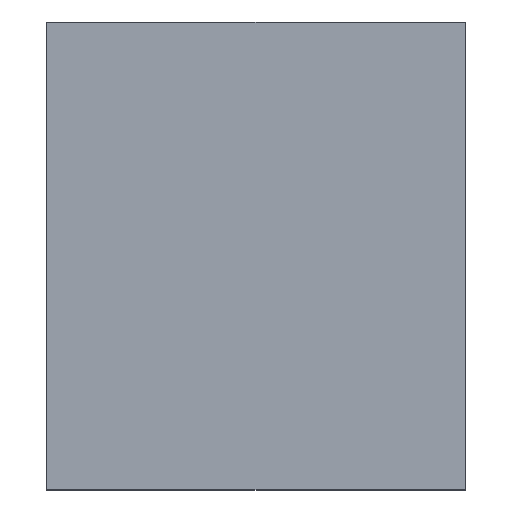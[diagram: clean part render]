
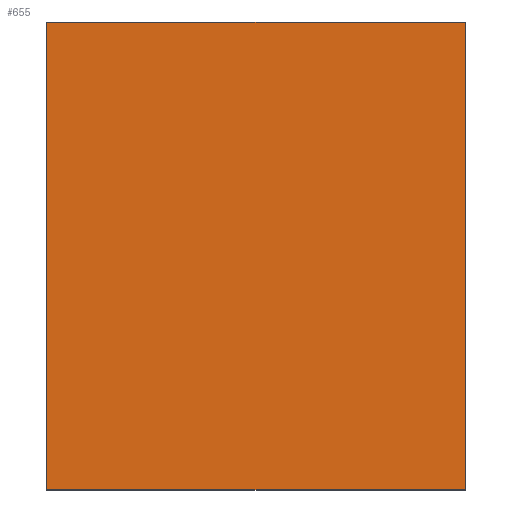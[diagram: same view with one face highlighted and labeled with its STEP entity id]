
A CAD part, top view. The second image highlights one B-rep face of the part: STEP entity #655.
In plain terms, the highlighted planar face has unit normal (0, 0, 1).
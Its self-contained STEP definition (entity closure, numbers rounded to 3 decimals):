
#34=FACE_OUTER_BOUND('',#56,.T.);
#56=EDGE_LOOP('',(#582,#583,#584,#585));
#142=LINE('',#1003,#234);
#145=LINE('',#1008,#237);
#147=LINE('',#1012,#239);
#149=LINE('',#1015,#241);
#234=VECTOR('',#813,10.);
#237=VECTOR('',#818,10.);
#239=VECTOR('',#822,10.);
#241=VECTOR('',#826,10.);
#310=VERTEX_POINT('',#1000);
#311=VERTEX_POINT('',#1002);
#312=VERTEX_POINT('',#1007);
#313=VERTEX_POINT('',#1011);
#398=EDGE_CURVE('',#311,#310,#142,.T.);
#401=EDGE_CURVE('',#312,#311,#145,.T.);
#403=EDGE_CURVE('',#313,#312,#147,.T.);
#405=EDGE_CURVE('',#310,#313,#149,.T.);
#582=ORIENTED_EDGE('',*,*,#405,.T.);
#583=ORIENTED_EDGE('',*,*,#403,.T.);
#584=ORIENTED_EDGE('',*,*,#401,.T.);
#585=ORIENTED_EDGE('',*,*,#398,.T.);
#610=PLANE('',#691);
#655=ADVANCED_FACE('',(#34),#610,.T.);
#691=AXIS2_PLACEMENT_3D('',#1016,#827,#828);
#813=DIRECTION('',(1.,0.,0.));
#818=DIRECTION('',(0.,-1.,0.));
#822=DIRECTION('',(-1.,0.,0.));
#826=DIRECTION('',(0.,1.,0.));
#827=DIRECTION('center_axis',(0.,0.,1.));
#828=DIRECTION('ref_axis',(1.,0.,0.));
#1000=CARTESIAN_POINT('',(2.325,-2.6,1.));
#1002=CARTESIAN_POINT('',(-2.325,-2.6,1.));
#1003=CARTESIAN_POINT('',(-2.325,-2.6,1.));
#1007=CARTESIAN_POINT('',(-2.325,2.6,1.));
#1008=CARTESIAN_POINT('',(-2.325,2.6,1.));
#1011=CARTESIAN_POINT('',(2.325,2.6,1.));
#1012=CARTESIAN_POINT('',(2.325,2.6,1.));
#1015=CARTESIAN_POINT('',(2.325,-2.6,1.));
#1016=CARTESIAN_POINT('Origin',(0.,0.,1.));
